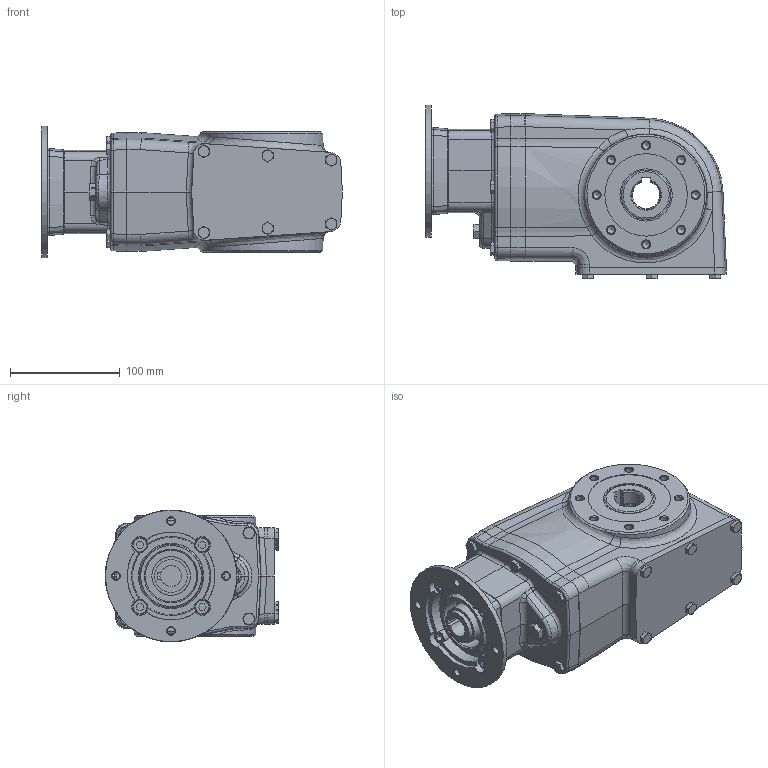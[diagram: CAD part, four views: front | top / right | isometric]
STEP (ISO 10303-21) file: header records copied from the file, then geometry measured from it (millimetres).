
FILE_DESCRIPTION(/* description */ ('Unknown'),/* implementation_level */ '2;1');
FILE_NAME(/* name */ '_P_X42N_I_xxx_-C_FB_N_-R_B3_D_',/* time_stamp */ '2025-09-24T07:45:24+02:00',/* author */ ('Unknown'),/* organization */ ('Unknown'),/* preprocessor_version */ 'ST-DEVELOPER v18.104',/* originating_system */ 'Solid Edge',/* authorisation */ 'Unknown');
FILE_SCHEMA (('AUTOMOTIVE_DESIGN {1 0 10303 214 3 1 1}'));
Length unit declared in the file: millimetre
Products named in the file (6): _P_X42N_I_xxx_-C_FB_N_-R_B3_D_; _B_X42N_I_xxx_-C_FB_N_; C405093P; I634046; VTBIM08x16
Assembly tree (8 placements, depth 3):
  _P_X42N_I_xxx_-C_FB_N_-R_B3_D_
    _B_X42N_I_xxx_-C_FB_N_
    C405093P
    I634046
      I634046
      VTBIM08x16  x4
Bounding box: 273.5 x 158 x 120 mm (x, y, z)
Volume: 2931920.3 mm3; surface area: 194564.8 mm2
Topology: 7 solids, 8 shells, 705 faces, 1679 edges, 1038 vertices
Faces by surface type: plane 259, cylinder 173, cone 157, bspline 60, torus 56
Full cylindrical faces by diameter (mm): 6.647 x40, 7 x4, 8 x4, 8.9 x12, 9 x4, 13 x4, 14 x4, 16.662 x1, 18 x1, 24.5 x1, 30 x1, 35 x2, 47 x1, 47.5 x2, 62 x3, 69.2 x2, 75 x2, 120 x1
Entity records: 22944 total; most frequent: CARTESIAN_POINT 4960, DIRECTION 2825, ORIENTED_EDGE 2672, EDGE_CURVE 1336, AXIS2_PLACEMENT_3D 1183, VERTEX_POINT 914, FACE_BOUND 912, EDGE_LOOP 892
